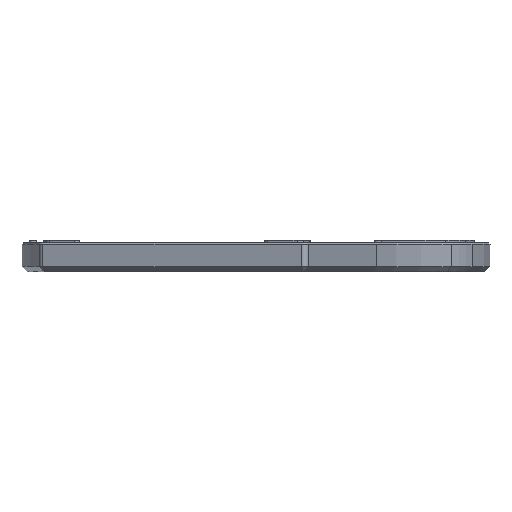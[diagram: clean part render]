
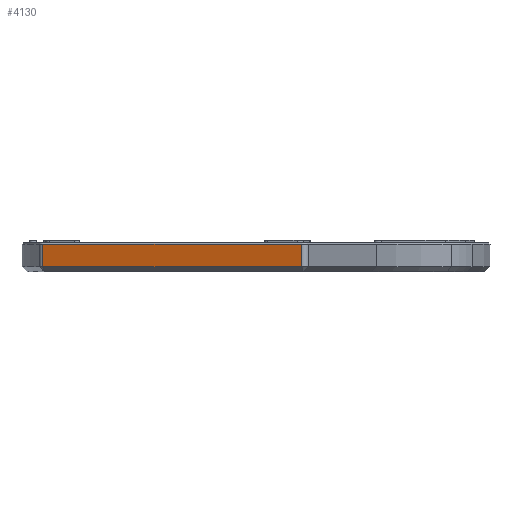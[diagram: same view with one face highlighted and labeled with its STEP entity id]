
A CAD part, left-side view. The second image highlights one B-rep face of the part: STEP entity #4130.
In plain terms, the highlighted planar face has unit normal (-0.94, 0.342, 0).
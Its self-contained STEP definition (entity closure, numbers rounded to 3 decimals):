
#477=FACE_OUTER_BOUND('',#725,.T.);
#725=EDGE_LOOP('',(#2830,#2831,#2832,#2833));
#997=LINE('',#6348,#1351);
#1018=LINE('',#6424,#1372);
#1019=LINE('',#6428,#1373);
#1020=LINE('',#6429,#1374);
#1351=VECTOR('',#4942,10.);
#1372=VECTOR('',#5015,10.);
#1373=VECTOR('',#5020,10.);
#1374=VECTOR('',#5021,10.);
#1714=VERTEX_POINT('',#6338);
#1716=VERTEX_POINT('',#6344);
#1736=VERTEX_POINT('',#6423);
#1737=VERTEX_POINT('',#6427);
#2134=EDGE_CURVE('',#1714,#1716,#997,.T.);
#2168=EDGE_CURVE('',#1736,#1716,#1018,.T.);
#2170=EDGE_CURVE('',#1714,#1737,#1019,.T.);
#2171=EDGE_CURVE('',#1736,#1737,#1020,.T.);
#2830=ORIENTED_EDGE('',*,*,#2134,.F.);
#2831=ORIENTED_EDGE('',*,*,#2170,.T.);
#2832=ORIENTED_EDGE('',*,*,#2171,.F.);
#2833=ORIENTED_EDGE('',*,*,#2168,.T.);
#4009=PLANE('',#4419);
#4130=ADVANCED_FACE('',(#477),#4009,.F.);
#4419=AXIS2_PLACEMENT_3D('',#6426,#5018,#5019);
#4942=DIRECTION('',(-0.342,-0.94,0.));
#5015=DIRECTION('',(0.,0.,1.));
#5018=DIRECTION('center_axis',(0.94,-0.342,0.));
#5019=DIRECTION('ref_axis',(-0.342,-0.94,0.));
#5020=DIRECTION('',(0.,0.,-1.));
#5021=DIRECTION('',(0.342,0.94,0.));
#6338=CARTESIAN_POINT('',(41.92,-17.131,10.781));
#6344=CARTESIAN_POINT('',(5.377,-117.531,10.781));
#6348=CARTESIAN_POINT('',(24.877,-63.955,10.781));
#6423=CARTESIAN_POINT('',(5.377,-117.531,2.021));
#6424=CARTESIAN_POINT('',(5.377,-117.531,1.021));
#6426=CARTESIAN_POINT('Origin',(40.382,-21.355,1.021));
#6427=CARTESIAN_POINT('',(41.92,-17.131,2.021));
#6428=CARTESIAN_POINT('',(41.92,-17.131,1.021));
#6429=CARTESIAN_POINT('',(50.154,5.492,2.021));
